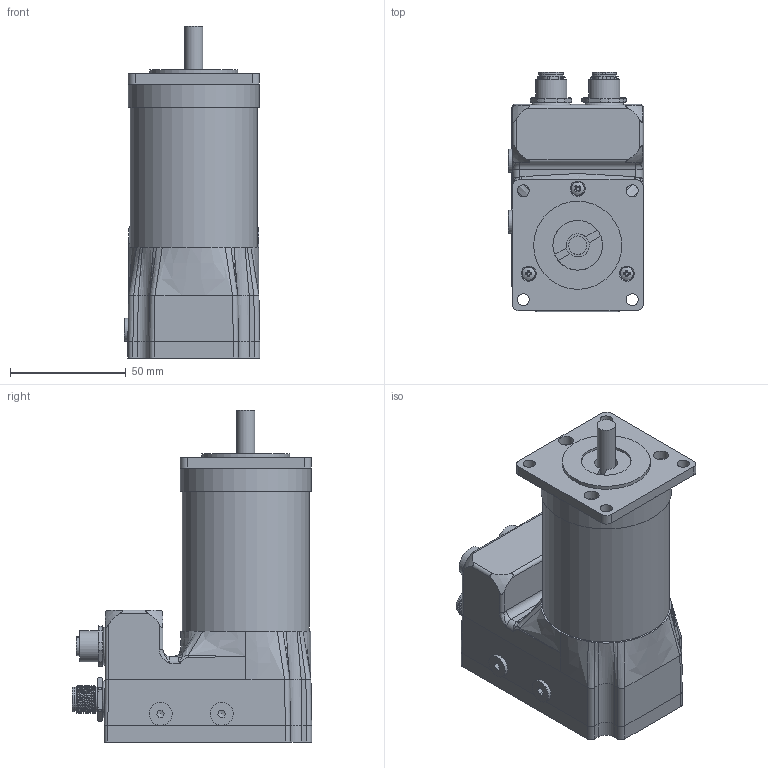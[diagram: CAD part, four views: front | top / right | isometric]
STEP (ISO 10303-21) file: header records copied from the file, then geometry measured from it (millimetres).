
FILE_DESCRIPTION(/* description */ (' '),/* implementation_level */ '2;1');
FILE_NAME(/* name */ 'D-00005317.stp',/* time_stamp */ '2024-02-21T12:36:25+01:00',/* author */ ('angelika.schneid'),/* organization */ (''),/* preprocessor_version */ 'ST-DEVELOPER v18.1',/* originating_system */ 'Autodesk Inventor 2021',/* authorisation */ '');
FILE_SCHEMA (('AUTOMOTIVE_DESIGN { 1 0 10303 214 3 1 1 }'));
Products named in the file (1): D-00005317
Bounding box: 58.5 x 103.5 x 143.6 mm (x, y, z)
Volume: 324596 mm3; surface area: 77675.3 mm2
Topology: 15 solids, 15 shells, 1145 faces, 3015 edges, 1967 vertices
Faces by surface type: plane 438, cylinder 359, cone 186, bspline 112, torus 26, sphere 24
Full cylindrical faces by diameter (mm): 0.6 x12, 1 x17, 1.2 x8, 1.6 x13, 2.459 x6, 2.693 x4, 3 x4, 3.4 x4, 5.2 x4, 5.5 x4, 6 x4, 6.5 x3, 8 x2, 10 x3, 10.4 x2, 10.6 x2, 10.8 x8, 11 x3, 12 x10, 13 x4, 13.5 x2, 15.2 x1, 15.3 x4, 21.5 x1, 38.1 x1, 55 x1, 56.6 x1
Entity records: 61495 total; most frequent: CARTESIAN_POINT 33049, ORIENTED_EDGE 5956, DIRECTION 5394, EDGE_CURVE 2978, AXIS2_PLACEMENT_3D 2023, VERTEX_POINT 1966, LINE 1348, VECTOR 1348
